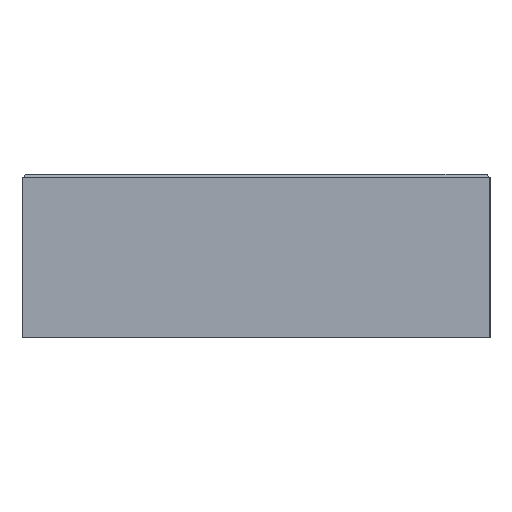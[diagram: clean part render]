
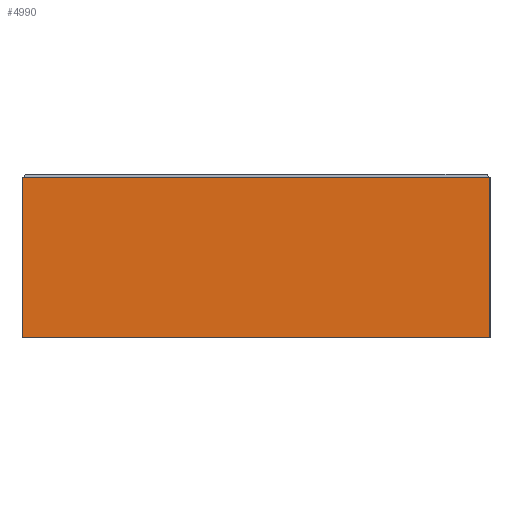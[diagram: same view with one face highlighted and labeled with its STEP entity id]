
A CAD part, left-side view. The second image highlights one B-rep face of the part: STEP entity #4990.
In plain terms, the highlighted planar face has unit normal (-1, 0, 0).
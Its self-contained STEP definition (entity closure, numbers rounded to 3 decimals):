
#351=FACE_OUTER_BOUND('',#617,.T.);
#617=EDGE_LOOP('',(#3203,#3204,#3205,#3206));
#906=LINE('',#6620,#1429);
#911=LINE('',#6629,#1434);
#943=LINE('',#6692,#1466);
#944=LINE('',#6693,#1467);
#1429=VECTOR('',#5561,1.);
#1434=VECTOR('',#5568,1.);
#1466=VECTOR('',#5616,1.);
#1467=VECTOR('',#5617,1.);
#1952=VERTEX_POINT('',#6617);
#1953=VERTEX_POINT('',#6619);
#1956=VERTEX_POINT('',#6628);
#1979=VERTEX_POINT('',#6691);
#2430=EDGE_CURVE('',#1953,#1952,#906,.T.);
#2435=EDGE_CURVE('',#1953,#1956,#911,.T.);
#2467=EDGE_CURVE('',#1952,#1979,#943,.T.);
#2468=EDGE_CURVE('',#1956,#1979,#944,.T.);
#3203=ORIENTED_EDGE('',*,*,#2467,.T.);
#3204=ORIENTED_EDGE('',*,*,#2468,.F.);
#3205=ORIENTED_EDGE('',*,*,#2435,.F.);
#3206=ORIENTED_EDGE('',*,*,#2430,.T.);
#4583=PLANE('',#5286);
#4990=ADVANCED_FACE('',(#351),#4583,.F.);
#5286=AXIS2_PLACEMENT_3D('',#6690,#5614,#5615);
#5561=DIRECTION('',(0.,0.,-1.));
#5568=DIRECTION('',(0.,-1.,0.));
#5614=DIRECTION('center_axis',(1.,0.,0.));
#5615=DIRECTION('ref_axis',(0.,0.,-1.));
#5616=DIRECTION('',(0.,-1.,0.));
#5617=DIRECTION('',(0.,0.,-1.));
#6617=CARTESIAN_POINT('',(-1.6,0.8,0.));
#6619=CARTESIAN_POINT('',(-1.6,0.8,0.55));
#6620=CARTESIAN_POINT('',(-1.6,0.8,0.55));
#6628=CARTESIAN_POINT('',(-1.6,-0.8,0.55));
#6629=CARTESIAN_POINT('',(-1.6,-0.8,0.55));
#6690=CARTESIAN_POINT('Origin',(-1.6,-0.8,0.55));
#6691=CARTESIAN_POINT('',(-1.6,-0.8,0.));
#6692=CARTESIAN_POINT('',(-1.6,-0.8,0.));
#6693=CARTESIAN_POINT('',(-1.6,-0.8,0.55));
